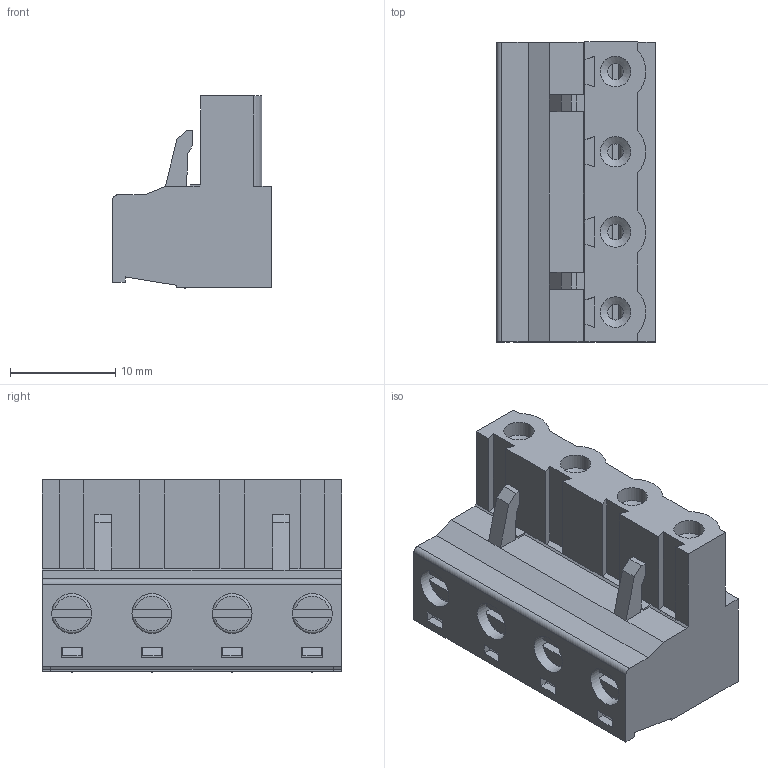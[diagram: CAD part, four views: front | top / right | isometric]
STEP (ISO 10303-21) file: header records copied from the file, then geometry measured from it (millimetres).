
FILE_DESCRIPTION( ( 'Unknown' ), '1' );
FILE_NAME( '691351400004.stp', 'Unknown', ( 'Unknown' ), ( 'Unknown' ), 'PSStep 18.0.17', 'Unknown', ' ' );
FILE_SCHEMA( ( 'AUTOMOTIVE_DESIGN { 1 0 10303 214 1 1 1 1 }' ) );
Length unit declared in the file: millimetre
Products named in the file (6): Assem1; cage; vis cage; Spring; 691351400004; 691351400004_front wall
Assembly tree (14 placements, depth 2):
  Assem1
    cage  x4
    vis cage  x4
    Spring  x4
    691351400004
    691351400004_front wall
Bounding box: 15.1 x 28.48 x 18.27 mm (x, y, z)
Volume: 3231.8 mm3; surface area: 7938.4 mm2
Topology: 14 solids, 14 shells, 725 faces, 1891 edges, 1218 vertices
Faces by surface type: plane 552, cylinder 145, cone 12, torus 12, sphere 4
Full cylindrical faces by diameter (mm): 1 x4, 1.5 x4, 2.2 x4, 2.459 x4, 2.6 x4, 2.9 x8, 3.8 x8
Entity records: 19517 total; most frequent: CARTESIAN_POINT 2721, ORIENTED_EDGE 2616, DIRECTION 2485, EDGE_CURVE 1308, LINE 1159, VECTOR 1159, VERTEX_POINT 875, AXIS2_PLACEMENT_3D 663
